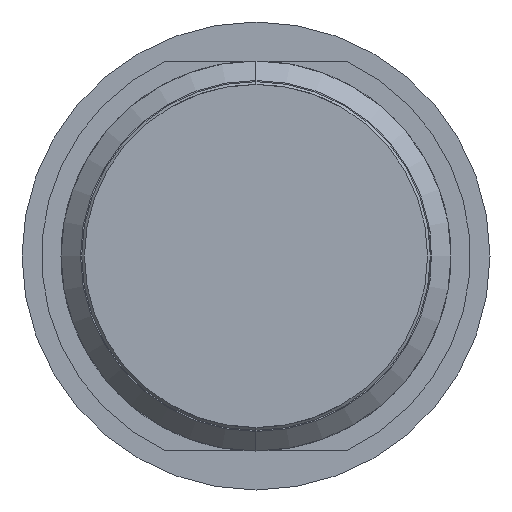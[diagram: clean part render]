
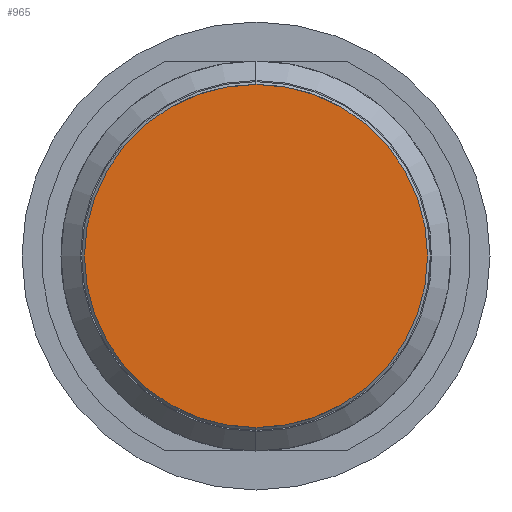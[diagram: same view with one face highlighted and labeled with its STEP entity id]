
A CAD part, front view. The second image highlights one B-rep face of the part: STEP entity #965.
In plain terms, the highlighted planar face has unit normal (0, -1, 0).
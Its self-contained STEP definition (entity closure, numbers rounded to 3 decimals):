
#44 = CARTESIAN_POINT ( 'NONE',  ( 0., 0., 0. ) ) ;
#65 = CARTESIAN_POINT ( 'NONE',  ( 0., 0., -1.9 ) ) ;
#730 = CARTESIAN_POINT ( 'NONE',  ( 2.2, 0., 0. ) ) ;
#733 = EDGE_LOOP ( 'NONE', ( #3223, #1275 ) ) ;
#782 = VERTEX_POINT ( 'NONE', #730 ) ;
#965 = ADVANCED_FACE ( 'Defeature ausgef�hrt1_15', ( #3318 ), #3555, .F. ) ;
#990 = DIRECTION ( 'NONE',  ( -1., 0., 0. ) ) ;
#1275 = ORIENTED_EDGE ( 'NONE', *, *, #3231, .T. ) ;
#1345 = CIRCLE ( 'NONE', #2787, 2.2 ) ;
#1893 = DIRECTION ( 'NONE',  ( 0., -1., 0. ) ) ;
#2086 = AXIS2_PLACEMENT_3D ( 'NONE', #3735, #1893, #2246 ) ;
#2246 = DIRECTION ( 'NONE',  ( -1., 0., 0. ) ) ;
#2264 = DIRECTION ( 'NONE',  ( 1., 0., 0. ) ) ;
#2285 = DIRECTION ( 'NONE',  ( 0., -1., 0. ) ) ;
#2588 = CARTESIAN_POINT ( 'NONE',  ( -2.2, 0., 0. ) ) ;
#2787 = AXIS2_PLACEMENT_3D ( 'NONE', #44, #2285, #990 ) ;
#3223 = ORIENTED_EDGE ( 'NONE', *, *, #3476, .T. ) ;
#3231 = EDGE_CURVE ( 'Defeature ausgef�hrt1_15+Defeature ausgef�hrt1_22+Defeature ausgef�hrt1_22+Defeature ausgef�hrt1_22', #782, #4114, #3836, .T. ) ;
#3318 = FACE_OUTER_BOUND ( 'NONE', #733, .T. ) ;
#3476 = EDGE_CURVE ( 'Defeature ausgef�hrt1_15+Defeature ausgef�hrt1_22+Defeature ausgef�hrt1_22+Defeature ausgef�hrt1_22', #4114, #782, #1345, .T. ) ;
#3555 = PLANE ( 'NONE',  #3829 ) ;
#3582 = DIRECTION ( 'NONE',  ( 0., 1., 0. ) ) ;
#3735 = CARTESIAN_POINT ( 'NONE',  ( 0., 0., 0. ) ) ;
#3829 = AXIS2_PLACEMENT_3D ( 'NONE', #65, #3582, #2264 ) ;
#3836 = CIRCLE ( 'NONE', #2086, 2.2 ) ;
#4114 = VERTEX_POINT ( 'NONE', #2588 ) ;
